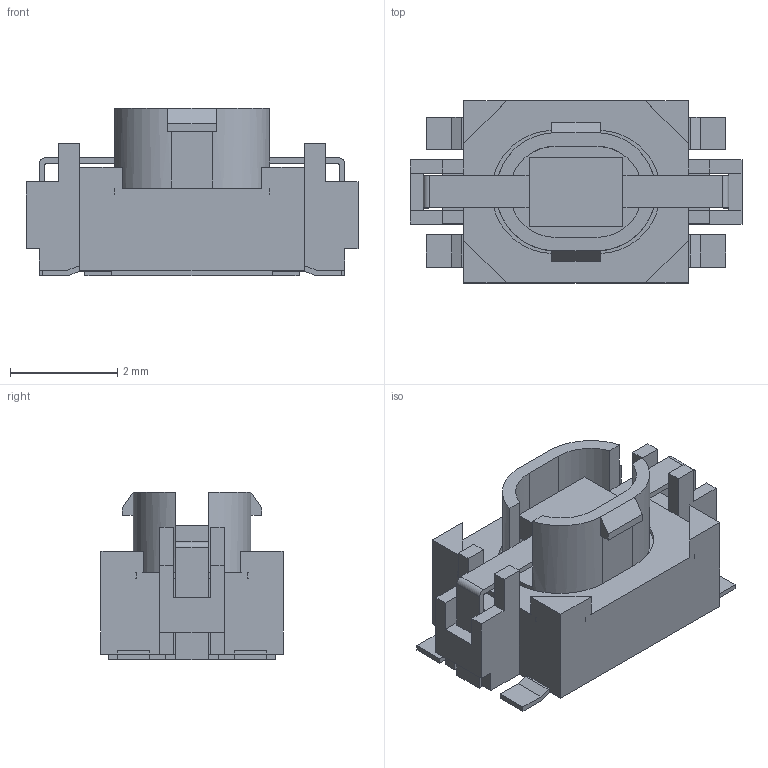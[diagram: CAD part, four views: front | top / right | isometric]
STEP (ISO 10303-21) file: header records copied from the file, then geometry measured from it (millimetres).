
FILE_DESCRIPTION((' '),'2;1');
FILE_NAME('TL3210AF160xQ.stp','2017-07-26T14:48:01',(' '),(' '),' ','ACIS',' ');
FILE_SCHEMA(('CONFIG_CONTROL_DESIGN'));
Length unit declared in the file: inch
Products named in the file (1): TL3210AF160xQ.stp
Bounding box: 6.2 x 3.4 x 3.12 mm (x, y, z)
Volume: 25.3 mm3; surface area: 148.6 mm2
Topology: 1 solids, 2 shells, 208 faces, 606 edges, 392 vertices
Faces by surface type: plane 192, cylinder 16
Entity records: 6873 total; most frequent: ORIENTED_EDGE 1212, CARTESIAN_POINT 1207, DIRECTION 1064, EDGE_CURVE 606, VECTOR 566, LINE 566, VERTEX_POINT 392, AXIS2_PLACEMENT_3D 249
